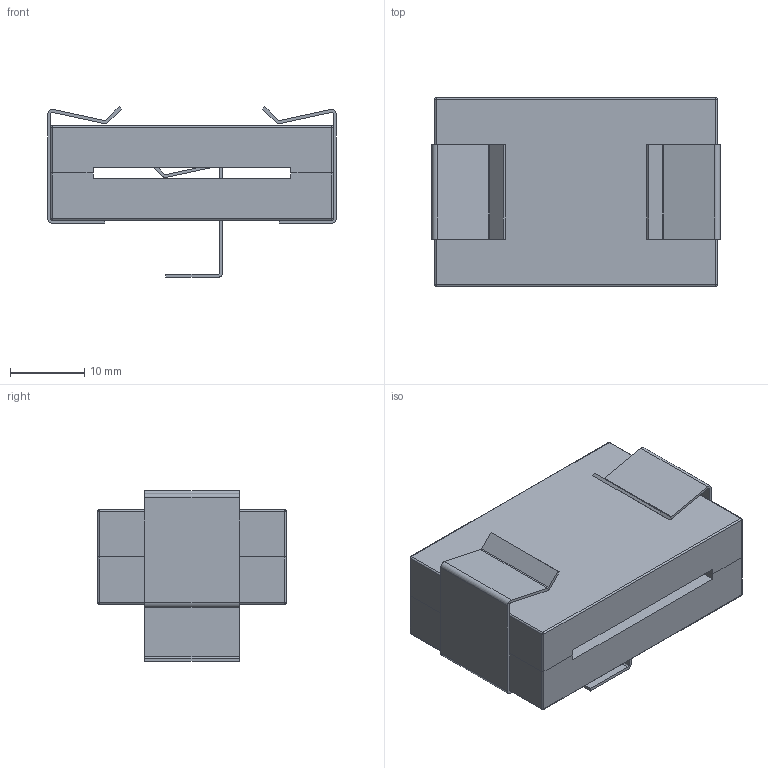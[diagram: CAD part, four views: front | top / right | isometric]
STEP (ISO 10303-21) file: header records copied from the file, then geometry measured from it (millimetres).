
FILE_DESCRIPTION( ( 'Unknown' ), '1' );
FILE_NAME( '74272571.stp', 'Unknown', ( 'Unknown' ), ( 'Unknown' ), 'XStep 1.0', 'Unknown', ' ' );
FILE_SCHEMA( ( 'automotive_design' ) );
Length unit declared in the file: millimetre
Products named in the file (3): Assem1; Ferrit; 74277005_f黵 Konstruktion
Bounding box: 38.8 x 25.4 x 22.89 mm (x, y, z)
Volume: 17256.9 mm3; surface area: 10746.2 mm2
Topology: 6 solids, 6 shells, 120 faces, 300 edges, 180 vertices
Faces by surface type: plane 66, cylinder 42, sphere 12
Entity records: 1392 total; most frequent: DIRECTION 214, CARTESIAN_POINT 201, ORIENTED_EDGE 192, EDGE_CURVE 96, AXIS2_PLACEMENT_3D 73, LINE 68, VECTOR 68, VERTEX_POINT 60
